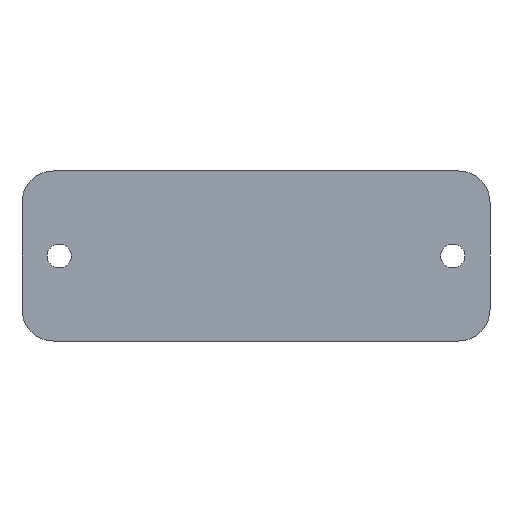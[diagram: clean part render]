
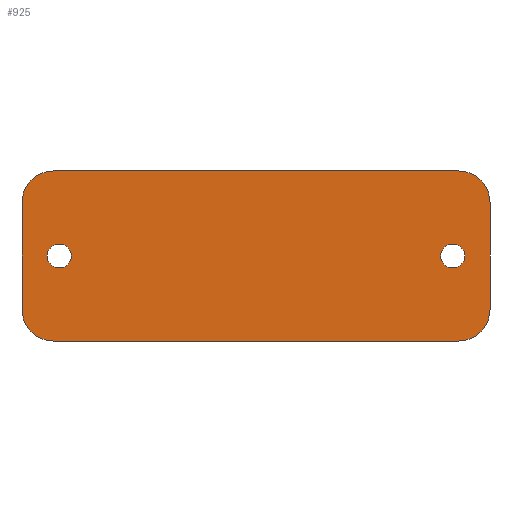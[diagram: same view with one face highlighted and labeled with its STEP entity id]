
A CAD part, front view. The second image highlights one B-rep face of the part: STEP entity #925.
In plain terms, the highlighted planar face has unit normal (0, -1, 0).
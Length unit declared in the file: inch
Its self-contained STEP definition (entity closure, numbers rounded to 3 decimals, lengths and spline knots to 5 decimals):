
#41 = AXIS2_PLACEMENT_3D ( 'NONE', #878, #3648, #3634 ) ;
#98 = CIRCLE ( 'NONE', #2484, 0.75 ) ;
#122 = EDGE_LOOP ( 'NONE', ( #3457, #4793, #3264, #1668, #202, #1531, #2557, #3807 ) ) ;
#174 = CARTESIAN_POINT ( 'NONE',  ( 4.75, 0., 1.25 ) ) ;
#202 = ORIENTED_EDGE ( 'NONE', *, *, #627, .F. ) ;
#228 = CIRCLE ( 'NONE', #1626, 0.28125 ) ;
#272 = CARTESIAN_POINT ( 'NONE',  ( -4.75, 0., 2. ) ) ;
#309 = VECTOR ( 'NONE', #2428, 39.37008 ) ;
#340 = CARTESIAN_POINT ( 'NONE',  ( 4.625, 0., -0.28125 ) ) ;
#405 = VERTEX_POINT ( 'NONE', #2403 ) ;
#413 = AXIS2_PLACEMENT_3D ( 'NONE', #2163, #5813, #3982 ) ;
#435 = DIRECTION ( 'NONE',  ( 0., -1., 0. ) ) ;
#622 = CARTESIAN_POINT ( 'NONE',  ( -5.5, 0., -2. ) ) ;
#627 = EDGE_CURVE ( 'NONE', #2043, #3115, #2859, .T. ) ;
#657 = LINE ( 'NONE', #723, #5141 ) ;
#658 = DIRECTION ( 'NONE',  ( 0., -1., 0. ) ) ;
#659 = CIRCLE ( 'NONE', #5316, 0.75 ) ;
#723 = CARTESIAN_POINT ( 'NONE',  ( 5.5, 0., 2. ) ) ;
#743 = PLANE ( 'NONE',  #413 ) ;
#758 = DIRECTION ( 'NONE',  ( 0., 0., 1. ) ) ;
#812 = AXIS2_PLACEMENT_3D ( 'NONE', #4750, #5689, #4806 ) ;
#878 = CARTESIAN_POINT ( 'NONE',  ( -4.75, 0., -1.25 ) ) ;
#901 = EDGE_CURVE ( 'NONE', #5446, #4673, #3572, .T. ) ;
#925 = ADVANCED_FACE ( 'NONE', ( #1711, #2788, #3501 ), #743, .T. ) ;
#1073 = ORIENTED_EDGE ( 'NONE', *, *, #5023, .F. ) ;
#1094 = CIRCLE ( 'NONE', #1460, 0.75 ) ;
#1166 = CARTESIAN_POINT ( 'NONE',  ( -4.75, 0., -2. ) ) ;
#1174 = DIRECTION ( 'NONE',  ( 0., 0., -1. ) ) ;
#1318 = CARTESIAN_POINT ( 'NONE',  ( 4.625, 0., 0. ) ) ;
#1377 = LINE ( 'NONE', #5304, #5271 ) ;
#1390 = VERTEX_POINT ( 'NONE', #1166 ) ;
#1391 = DIRECTION ( 'NONE',  ( 0., 0., -1. ) ) ;
#1410 = CARTESIAN_POINT ( 'NONE',  ( 5.5, 0., 1.25 ) ) ;
#1417 = EDGE_CURVE ( 'NONE', #2543, #405, #98, .T. ) ;
#1444 = CIRCLE ( 'NONE', #4576, 0.28125 ) ;
#1460 = AXIS2_PLACEMENT_3D ( 'NONE', #1788, #435, #1391 ) ;
#1531 = ORIENTED_EDGE ( 'NONE', *, *, #4073, .T. ) ;
#1580 = CARTESIAN_POINT ( 'NONE',  ( -4.625, 0., 0. ) ) ;
#1626 = AXIS2_PLACEMENT_3D ( 'NONE', #3496, #2158, #758 ) ;
#1635 = VECTOR ( 'NONE', #2455, 39.37008 ) ;
#1668 = ORIENTED_EDGE ( 'NONE', *, *, #3516, .T. ) ;
#1704 = CARTESIAN_POINT ( 'NONE',  ( 4.625, 0., 0.28125 ) ) ;
#1711 = FACE_BOUND ( 'NONE', #3379, .T. ) ;
#1788 = CARTESIAN_POINT ( 'NONE',  ( -4.75, 0., 1.25 ) ) ;
#1790 = EDGE_CURVE ( 'NONE', #2573, #5451, #659, .T. ) ;
#1869 = EDGE_CURVE ( 'NONE', #2543, #1390, #2741, .T. ) ;
#2002 = DIRECTION ( 'NONE',  ( 0., 0., 1. ) ) ;
#2031 = EDGE_CURVE ( 'NONE', #3262, #5451, #1377, .T. ) ;
#2043 = VERTEX_POINT ( 'NONE', #4911 ) ;
#2158 = DIRECTION ( 'NONE',  ( 0., 1., 0. ) ) ;
#2163 = CARTESIAN_POINT ( 'NONE',  ( 0., 0., 0. ) ) ;
#2396 = CIRCLE ( 'NONE', #41, 0.75 ) ;
#2403 = CARTESIAN_POINT ( 'NONE',  ( 5.5, 0., -1.25 ) ) ;
#2428 = DIRECTION ( 'NONE',  ( -1., 0., 0. ) ) ;
#2440 = DIRECTION ( 'NONE',  ( 0., 0., -1. ) ) ;
#2455 = DIRECTION ( 'NONE',  ( 0., 0., 1. ) ) ;
#2484 = AXIS2_PLACEMENT_3D ( 'NONE', #3601, #5786, #4441 ) ;
#2543 = VERTEX_POINT ( 'NONE', #5322 ) ;
#2557 = ORIENTED_EDGE ( 'NONE', *, *, #1869, .F. ) ;
#2573 = VERTEX_POINT ( 'NONE', #1410 ) ;
#2609 = DIRECTION ( 'NONE',  ( 1., 0., 0. ) ) ;
#2653 = DIRECTION ( 'NONE',  ( 0., 0., 1. ) ) ;
#2741 = LINE ( 'NONE', #622, #309 ) ;
#2765 = ORIENTED_EDGE ( 'NONE', *, *, #901, .T. ) ;
#2788 = FACE_BOUND ( 'NONE', #4328, .T. ) ;
#2859 = LINE ( 'NONE', #5160, #1635 ) ;
#3115 = VERTEX_POINT ( 'NONE', #5897 ) ;
#3156 = CIRCLE ( 'NONE', #812, 0.28125 ) ;
#3262 = VERTEX_POINT ( 'NONE', #272 ) ;
#3264 = ORIENTED_EDGE ( 'NONE', *, *, #2031, .F. ) ;
#3379 = EDGE_LOOP ( 'NONE', ( #1073, #5812 ) ) ;
#3457 = ORIENTED_EDGE ( 'NONE', *, *, #4512, .F. ) ;
#3496 = CARTESIAN_POINT ( 'NONE',  ( 4.625, 0., 0. ) ) ;
#3501 = FACE_OUTER_BOUND ( 'NONE', #122, .T. ) ;
#3516 = EDGE_CURVE ( 'NONE', #3262, #3115, #1094, .T. ) ;
#3572 = CIRCLE ( 'NONE', #5665, 0.28125 ) ;
#3601 = CARTESIAN_POINT ( 'NONE',  ( 4.75, 0., -1.25 ) ) ;
#3634 = DIRECTION ( 'NONE',  ( 0., 0., -1. ) ) ;
#3648 = DIRECTION ( 'NONE',  ( 0., -1., 0. ) ) ;
#3805 = DIRECTION ( 'NONE',  ( 0., -1., 0. ) ) ;
#3807 = ORIENTED_EDGE ( 'NONE', *, *, #1417, .T. ) ;
#3982 = DIRECTION ( 'NONE',  ( 0., 0., -1. ) ) ;
#4073 = EDGE_CURVE ( 'NONE', #2043, #1390, #2396, .T. ) ;
#4328 = EDGE_LOOP ( 'NONE', ( #5365, #2765 ) ) ;
#4441 = DIRECTION ( 'NONE',  ( 0., 0., -1. ) ) ;
#4505 = DIRECTION ( 'NONE',  ( 0., 1., 0. ) ) ;
#4512 = EDGE_CURVE ( 'NONE', #2573, #405, #657, .T. ) ;
#4576 = AXIS2_PLACEMENT_3D ( 'NONE', #1580, #658, #2002 ) ;
#4673 = VERTEX_POINT ( 'NONE', #1704 ) ;
#4750 = CARTESIAN_POINT ( 'NONE',  ( -4.625, 0., 0. ) ) ;
#4793 = ORIENTED_EDGE ( 'NONE', *, *, #1790, .T. ) ;
#4806 = DIRECTION ( 'NONE',  ( 0., 0., 1. ) ) ;
#4911 = CARTESIAN_POINT ( 'NONE',  ( -5.5, 0., -1.25 ) ) ;
#5023 = EDGE_CURVE ( 'NONE', #5396, #5338, #1444, .T. ) ;
#5052 = EDGE_CURVE ( 'NONE', #5338, #5396, #3156, .T. ) ;
#5105 = EDGE_CURVE ( 'NONE', #4673, #5446, #228, .T. ) ;
#5141 = VECTOR ( 'NONE', #1174, 39.37008 ) ;
#5160 = CARTESIAN_POINT ( 'NONE',  ( -5.5, 0., 2. ) ) ;
#5271 = VECTOR ( 'NONE', #2609, 39.37008 ) ;
#5304 = CARTESIAN_POINT ( 'NONE',  ( -5.5, 0., 2. ) ) ;
#5316 = AXIS2_PLACEMENT_3D ( 'NONE', #174, #3805, #2440 ) ;
#5322 = CARTESIAN_POINT ( 'NONE',  ( 4.75, 0., -2. ) ) ;
#5338 = VERTEX_POINT ( 'NONE', #5760 ) ;
#5365 = ORIENTED_EDGE ( 'NONE', *, *, #5105, .T. ) ;
#5396 = VERTEX_POINT ( 'NONE', #5783 ) ;
#5446 = VERTEX_POINT ( 'NONE', #340 ) ;
#5451 = VERTEX_POINT ( 'NONE', #5805 ) ;
#5665 = AXIS2_PLACEMENT_3D ( 'NONE', #1318, #4505, #2653 ) ;
#5689 = DIRECTION ( 'NONE',  ( 0., -1., 0. ) ) ;
#5760 = CARTESIAN_POINT ( 'NONE',  ( -4.625, 0., -0.28125 ) ) ;
#5783 = CARTESIAN_POINT ( 'NONE',  ( -4.625, 0., 0.28125 ) ) ;
#5786 = DIRECTION ( 'NONE',  ( 0., -1., 0. ) ) ;
#5805 = CARTESIAN_POINT ( 'NONE',  ( 4.75, 0., 2. ) ) ;
#5812 = ORIENTED_EDGE ( 'NONE', *, *, #5052, .F. ) ;
#5813 = DIRECTION ( 'NONE',  ( 0., -1., 0. ) ) ;
#5897 = CARTESIAN_POINT ( 'NONE',  ( -5.5, 0., 1.25 ) ) ;
